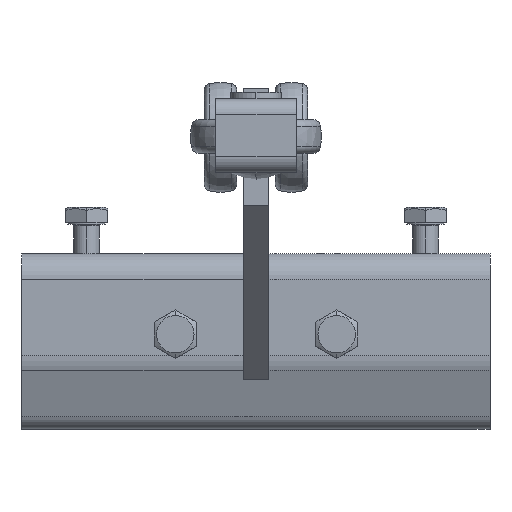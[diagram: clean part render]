
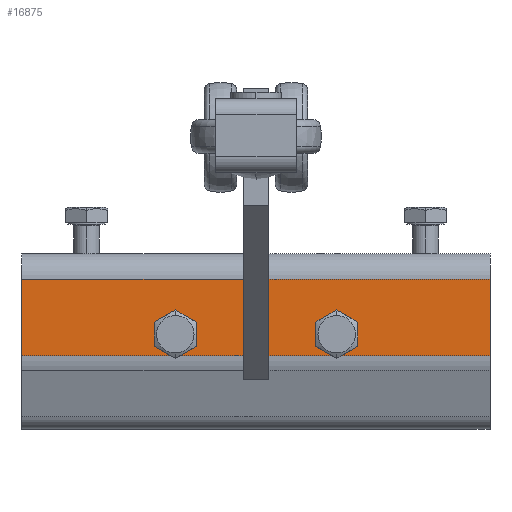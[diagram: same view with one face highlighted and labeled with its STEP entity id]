
A CAD part, left-side view. The second image highlights one B-rep face of the part: STEP entity #16875.
In plain terms, the highlighted planar face has unit normal (-1, 0, 0).
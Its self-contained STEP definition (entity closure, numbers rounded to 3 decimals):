
#355 = EDGE_CURVE ( 'NONE', #26119, #4001, #5622, .T. ) ;
#790 = CARTESIAN_POINT ( 'NONE',  ( -29.75, 29., 17.4 ) ) ;
#820 = FACE_BOUND ( 'NONE', #24094, .T. ) ;
#1278 = CIRCLE ( 'NONE', #29478, 3.4 ) ;
#1298 = LINE ( 'NONE', #26287, #5676 ) ;
#1482 = CARTESIAN_POINT ( 'NONE',  ( -29.75, -21., 17.4 ) ) ;
#2205 = ORIENTED_EDGE ( 'NONE', *, *, #28279, .F. ) ;
#2460 = DIRECTION ( 'NONE',  ( -1., 0., 0. ) ) ;
#3427 = EDGE_CURVE ( 'NONE', #20271, #5190, #25613, .T. ) ;
#3601 = EDGE_CURVE ( 'NONE', #20833, #6936, #3988, .T. ) ;
#3988 = LINE ( 'NONE', #17637, #5822 ) ;
#4001 = VERTEX_POINT ( 'NONE', #1482 ) ;
#4003 = ORIENTED_EDGE ( 'NONE', *, *, #3601, .F. ) ;
#4159 = CARTESIAN_POINT ( 'NONE',  ( -29.75, 76.5, 31. ) ) ;
#4262 = CARTESIAN_POINT ( 'NONE',  ( -29.75, 76.5, 7.292 ) ) ;
#4511 = ORIENTED_EDGE ( 'NONE', *, *, #16817, .T. ) ;
#5087 = ORIENTED_EDGE ( 'NONE', *, *, #14159, .F. ) ;
#5190 = VERTEX_POINT ( 'NONE', #21814 ) ;
#5622 = CIRCLE ( 'NONE', #22613, 3.4 ) ;
#5676 = VECTOR ( 'NONE', #10605, 1000. ) ;
#5822 = VECTOR ( 'NONE', #17361, 1000. ) ;
#5937 = DIRECTION ( 'NONE',  ( -1., 0., 0. ) ) ;
#6356 = DIRECTION ( 'NONE',  ( 0., 0., -1. ) ) ;
#6936 = VERTEX_POINT ( 'NONE', #8960 ) ;
#7221 = CARTESIAN_POINT ( 'NONE',  ( -29.75, -21., 14. ) ) ;
#8312 = ORIENTED_EDGE ( 'NONE', *, *, #9850, .F. ) ;
#8335 = CARTESIAN_POINT ( 'NONE',  ( -29.75, -21., 14. ) ) ;
#8960 = CARTESIAN_POINT ( 'NONE',  ( -29.75, 76.5, 31. ) ) ;
#9049 = DIRECTION ( 'NONE',  ( 0., 0., -1. ) ) ;
#9306 = EDGE_LOOP ( 'NONE', ( #23609, #2205, #4003, #4511 ) ) ;
#9583 = ORIENTED_EDGE ( 'NONE', *, *, #22555, .F. ) ;
#9850 = EDGE_CURVE ( 'NONE', #14874, #24412, #1278, .T. ) ;
#10605 = DIRECTION ( 'NONE',  ( 0., -1., 0. ) ) ;
#11194 = ORIENTED_EDGE ( 'NONE', *, *, #355, .F. ) ;
#12433 = FACE_BOUND ( 'NONE', #28331, .T. ) ;
#12876 = AXIS2_PLACEMENT_3D ( 'NONE', #16303, #2460, #22722 ) ;
#13364 = CIRCLE ( 'NONE', #12876, 3.4 ) ;
#13472 = CARTESIAN_POINT ( 'NONE',  ( -29.75, -21., 10.6 ) ) ;
#13589 = CARTESIAN_POINT ( 'NONE',  ( -29.75, -68.5, 7.292 ) ) ;
#13779 = VECTOR ( 'NONE', #18097, 1000. ) ;
#13864 = AXIS2_PLACEMENT_3D ( 'NONE', #22623, #20308, #9049 ) ;
#14159 = EDGE_CURVE ( 'NONE', #24412, #14874, #13364, .T. ) ;
#14874 = VERTEX_POINT ( 'NONE', #790 ) ;
#15190 = DIRECTION ( 'NONE',  ( -1., 0., 0. ) ) ;
#15708 = LINE ( 'NONE', #4159, #13779 ) ;
#15761 = CARTESIAN_POINT ( 'NONE',  ( -29.75, 29., 10.6 ) ) ;
#15776 = CARTESIAN_POINT ( 'NONE',  ( -29.75, -68.5, 7.292 ) ) ;
#16276 = CIRCLE ( 'NONE', #22633, 3.4 ) ;
#16303 = CARTESIAN_POINT ( 'NONE',  ( -29.75, 29., 14. ) ) ;
#16476 = DIRECTION ( 'NONE',  ( 0., 0., -1. ) ) ;
#16817 = EDGE_CURVE ( 'NONE', #20833, #20271, #1298, .T. ) ;
#16875 = ADVANCED_FACE ( 'NONE', ( #12433, #820, #28721 ), #24904, .F. ) ;
#17361 = DIRECTION ( 'NONE',  ( 0., 0., 1. ) ) ;
#17637 = CARTESIAN_POINT ( 'NONE',  ( -29.75, 76.5, 7.292 ) ) ;
#18097 = DIRECTION ( 'NONE',  ( 0., -1., 0. ) ) ;
#20027 = CARTESIAN_POINT ( 'NONE',  ( -29.75, 29., 14. ) ) ;
#20271 = VERTEX_POINT ( 'NONE', #15776 ) ;
#20308 = DIRECTION ( 'NONE',  ( 1., 0., 0. ) ) ;
#20833 = VERTEX_POINT ( 'NONE', #4262 ) ;
#21814 = CARTESIAN_POINT ( 'NONE',  ( -29.75, -68.5, 31. ) ) ;
#22555 = EDGE_CURVE ( 'NONE', #4001, #26119, #16276, .T. ) ;
#22613 = AXIS2_PLACEMENT_3D ( 'NONE', #7221, #25485, #16476 ) ;
#22623 = CARTESIAN_POINT ( 'NONE',  ( -29.75, 76.5, 7.292 ) ) ;
#22633 = AXIS2_PLACEMENT_3D ( 'NONE', #8335, #5937, #6356 ) ;
#22722 = DIRECTION ( 'NONE',  ( 0., 0., -1. ) ) ;
#22871 = DIRECTION ( 'NONE',  ( 0., 0., 1. ) ) ;
#23609 = ORIENTED_EDGE ( 'NONE', *, *, #3427, .T. ) ;
#24094 = EDGE_LOOP ( 'NONE', ( #8312, #5087 ) ) ;
#24412 = VERTEX_POINT ( 'NONE', #15761 ) ;
#24904 = PLANE ( 'NONE',  #13864 ) ;
#25485 = DIRECTION ( 'NONE',  ( -1., 0., 0. ) ) ;
#25613 = LINE ( 'NONE', #13589, #25710 ) ;
#25710 = VECTOR ( 'NONE', #22871, 1000. ) ;
#26119 = VERTEX_POINT ( 'NONE', #13472 ) ;
#26287 = CARTESIAN_POINT ( 'NONE',  ( -29.75, 76.5, 7.292 ) ) ;
#26610 = DIRECTION ( 'NONE',  ( 0., 0., -1. ) ) ;
#28279 = EDGE_CURVE ( 'NONE', #6936, #5190, #15708, .T. ) ;
#28331 = EDGE_LOOP ( 'NONE', ( #9583, #11194 ) ) ;
#28721 = FACE_OUTER_BOUND ( 'NONE', #9306, .T. ) ;
#29478 = AXIS2_PLACEMENT_3D ( 'NONE', #20027, #15190, #26610 ) ;
